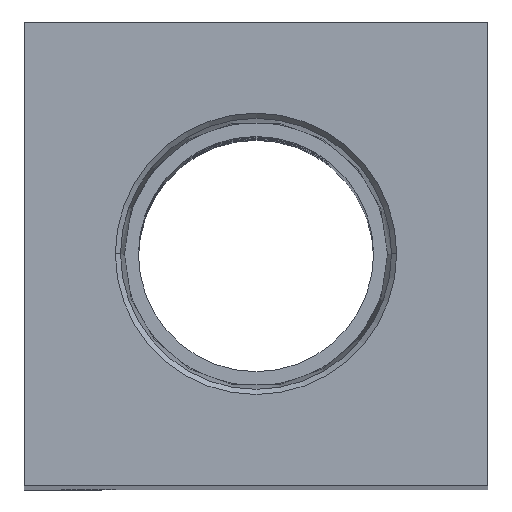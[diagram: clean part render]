
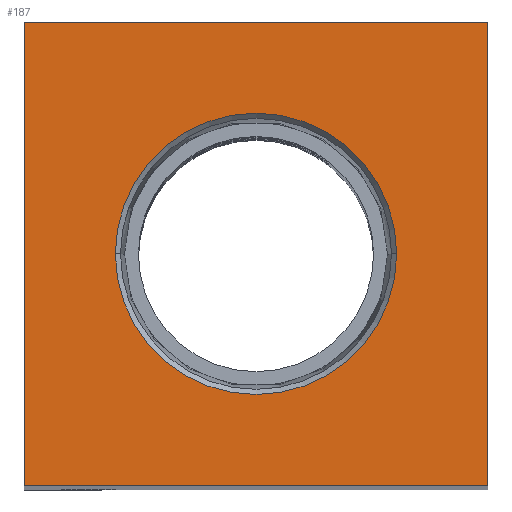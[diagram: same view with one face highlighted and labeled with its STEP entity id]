
A CAD part, top view. The second image highlights one B-rep face of the part: STEP entity #187.
In plain terms, the highlighted planar face has unit normal (0, 0, 1).
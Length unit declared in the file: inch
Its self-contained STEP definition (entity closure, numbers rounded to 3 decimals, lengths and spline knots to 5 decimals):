
#68 = DIRECTION ( 'NONE',  ( 1., 0., 0. ) ) ;
#82 = VECTOR ( 'NONE', #4057, 39.37008 ) ;
#83 = DIRECTION ( 'NONE',  ( 0., 0., 1. ) ) ;
#94 = CARTESIAN_POINT ( 'NONE',  ( 0., 0., 6. ) ) ;
#113 = DIRECTION ( 'NONE',  ( 0., -1., 0. ) ) ;
#187 = ADVANCED_FACE ( 'NONE', ( #822, #4038 ), #1089, .T. ) ;
#231 = CARTESIAN_POINT ( 'NONE',  ( 1.125, -1.125, 6. ) ) ;
#315 = AXIS2_PLACEMENT_3D ( 'NONE', #94, #83, #68 ) ;
#379 = EDGE_CURVE ( 'NONE', #795, #1480, #1845, .T. ) ;
#599 = EDGE_CURVE ( 'NONE', #1573, #3640, #2757, .T. ) ;
#639 = ORIENTED_EDGE ( 'NONE', *, *, #1755, .T. ) ;
#672 = CARTESIAN_POINT ( 'NONE',  ( -1.125, 1.125, 6. ) ) ;
#757 = CARTESIAN_POINT ( 'NONE',  ( -1.125, -1.125, 6. ) ) ;
#772 = VECTOR ( 'NONE', #2194, 39.37008 ) ;
#791 = CARTESIAN_POINT ( 'NONE',  ( -1.125, -1.125, 6. ) ) ;
#795 = VERTEX_POINT ( 'NONE', #791 ) ;
#822 = FACE_BOUND ( 'NONE', #3576, .T. ) ;
#907 = CIRCLE ( 'NONE', #315, 0.68247 ) ;
#1042 = AXIS2_PLACEMENT_3D ( 'NONE', #1195, #1083, #1080 ) ;
#1073 = VERTEX_POINT ( 'NONE', #1804 ) ;
#1080 = DIRECTION ( 'NONE',  ( 1., 0., 0. ) ) ;
#1083 = DIRECTION ( 'NONE',  ( 0., 0., 1. ) ) ;
#1089 = PLANE ( 'NONE',  #1042 ) ;
#1124 = ORIENTED_EDGE ( 'NONE', *, *, #599, .F. ) ;
#1195 = CARTESIAN_POINT ( 'NONE',  ( 0., 0., 6. ) ) ;
#1342 = EDGE_CURVE ( 'NONE', #3640, #1573, #907, .T. ) ;
#1418 = EDGE_CURVE ( 'NONE', #1913, #795, #1751, .T. ) ;
#1480 = VERTEX_POINT ( 'NONE', #3241 ) ;
#1573 = VERTEX_POINT ( 'NONE', #3291 ) ;
#1751 = LINE ( 'NONE', #757, #2419 ) ;
#1755 = EDGE_CURVE ( 'NONE', #1073, #1913, #3890, .T. ) ;
#1804 = CARTESIAN_POINT ( 'NONE',  ( 1.125, 1.125, 6. ) ) ;
#1817 = DIRECTION ( 'NONE',  ( 0., 1., 0. ) ) ;
#1845 = LINE ( 'NONE', #231, #82 ) ;
#1913 = VERTEX_POINT ( 'NONE', #672 ) ;
#1964 = ORIENTED_EDGE ( 'NONE', *, *, #1418, .T. ) ;
#2026 = AXIS2_PLACEMENT_3D ( 'NONE', #3251, #3173, #3194 ) ;
#2194 = DIRECTION ( 'NONE',  ( -1., 0., 0. ) ) ;
#2399 = ORIENTED_EDGE ( 'NONE', *, *, #1342, .F. ) ;
#2419 = VECTOR ( 'NONE', #113, 39.37008 ) ;
#2591 = ORIENTED_EDGE ( 'NONE', *, *, #379, .T. ) ;
#2757 = CIRCLE ( 'NONE', #2026, 0.68247 ) ;
#2845 = CARTESIAN_POINT ( 'NONE',  ( 1.125, 1.125, 6. ) ) ;
#2964 = CARTESIAN_POINT ( 'NONE',  ( -0.68247, 0., 6. ) ) ;
#2971 = EDGE_LOOP ( 'NONE', ( #1964, #2591, #3478, #639 ) ) ;
#3173 = DIRECTION ( 'NONE',  ( 0., 0., 1. ) ) ;
#3194 = DIRECTION ( 'NONE',  ( 1., 0., 0. ) ) ;
#3241 = CARTESIAN_POINT ( 'NONE',  ( 1.125, -1.125, 6. ) ) ;
#3251 = CARTESIAN_POINT ( 'NONE',  ( 0., 0., 6. ) ) ;
#3291 = CARTESIAN_POINT ( 'NONE',  ( 0.68247, 0., 6. ) ) ;
#3415 = EDGE_CURVE ( 'NONE', #1480, #1073, #3536, .T. ) ;
#3440 = VECTOR ( 'NONE', #1817, 39.37008 ) ;
#3478 = ORIENTED_EDGE ( 'NONE', *, *, #3415, .T. ) ;
#3536 = LINE ( 'NONE', #3986, #3440 ) ;
#3576 = EDGE_LOOP ( 'NONE', ( #1124, #2399 ) ) ;
#3640 = VERTEX_POINT ( 'NONE', #2964 ) ;
#3890 = LINE ( 'NONE', #2845, #772 ) ;
#3986 = CARTESIAN_POINT ( 'NONE',  ( 1.125, -1.125, 6. ) ) ;
#4038 = FACE_OUTER_BOUND ( 'NONE', #2971, .T. ) ;
#4057 = DIRECTION ( 'NONE',  ( 1., 0., 0. ) ) ;
